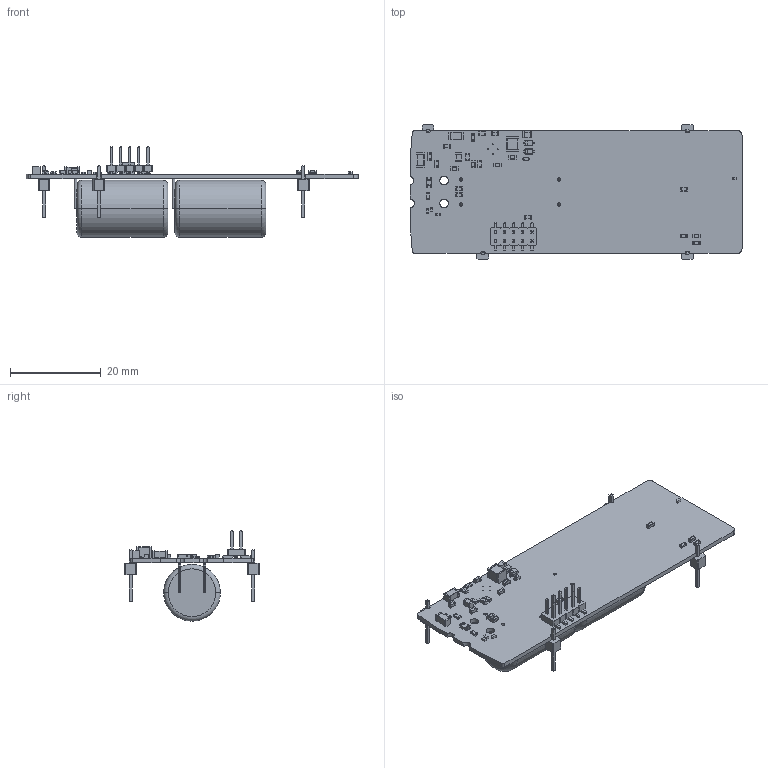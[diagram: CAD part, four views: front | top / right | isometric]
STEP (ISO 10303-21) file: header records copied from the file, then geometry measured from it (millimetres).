
FILE_DESCRIPTION(('KiCad electronic assembly'),'2;1');
FILE_NAME('SolarGPS.step','2021-12-07T17:44:58',('An Author'),( 'A Company'),'Open CASCADE STEP processor 7.5', 'KiCad to STEP converter','Unknown');
FILE_SCHEMA(('AUTOMOTIVE_DESIGN { 1 0 10303 214 1 1 1 1 }'));
Length unit declared in the file: millimetre
Products named in the file (28): Open CASCADE STEP translator 7.5 1; C_0603_1608Metric; SOLID; C_0402_1005Metric; L_1210_3225Metric; D_SOD-323; PinHeader_2x05_P2.00mm_Vertical_SMD; SCCT20E106SRB; COMPOUND; D_SOD-523; R_0603_1608Metric; C_0805_2012Metric; L_0805_2012Metric; C_1206_3216Metric; PinHeader_1x01_P2.54mm_Vertical; D_0805_2012Metric
Assembly tree (54 placements, depth 3):
  Open CASCADE STEP translator 7.5 1
    C_0603_1608Metric  x11
      SOLID
    C_0402_1005Metric  x4
      SOLID
    L_1210_3225Metric
      SOLID
    D_SOD-323  x2
      SOLID
    PinHeader_2x05_P2.00mm_Vertical_SMD
      SOLID
    SCCT20E106SRB  x2
      COMPOUND
    D_SOD-523
      SOLID
    R_0603_1608Metric  x9
      SOLID
    C_0805_2012Metric
      SOLID
    L_0805_2012Metric
      SOLID
    C_1206_3216Metric  x2
      SOLID
    PinHeader_1x01_P2.54mm_Vertical  x4
      SOLID
    D_0805_2012Metric
      SOLID
    COMPOUND
Bounding box: 73 x 29.54 x 19.85 mm (x, y, z)
Volume: 7055.1 mm3; surface area: 6936 mm2
Topology: 45 solids, 45 shells, 1398 faces, 3498 edges, 2252 vertices
Faces by surface type: plane 942, cylinder 386, bspline 62, torus 8
Full cylindrical faces by diameter (mm): 0.2 x4, 0.762 x4, 1.9 x2
Entity records: 44555 total; most frequent: CARTESIAN_POINT 8082, DIRECTION 6005, LINE 4015, VECTOR 4015, ORIENTED_EDGE 3144, PCURVE 3144, DEFINITIONAL_REPRESENTATION 3144, EDGE_CURVE 1572
